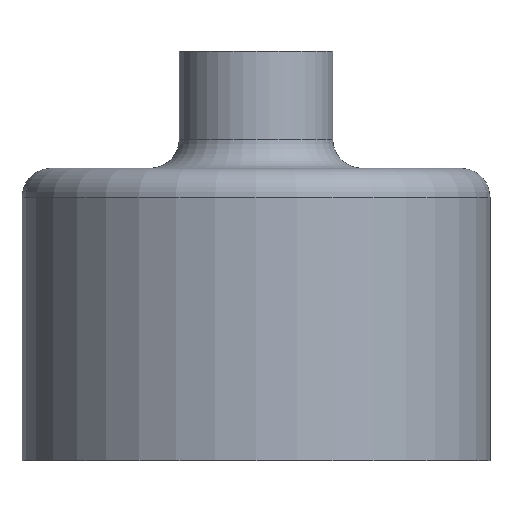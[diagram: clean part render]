
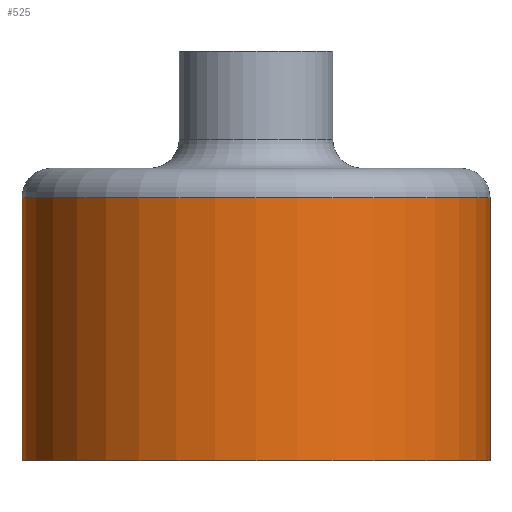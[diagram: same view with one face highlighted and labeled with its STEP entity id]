
A CAD part, front view. The second image highlights one B-rep face of the part: STEP entity #525.
In plain terms, the highlighted cylindrical face has radius 16 mm (diameter 32 mm), a partial arc.
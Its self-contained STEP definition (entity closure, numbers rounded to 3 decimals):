
#2 = DIRECTION ( 'NONE',  ( 0., 0., -1. ) ) ;
#12 = DIRECTION ( 'NONE',  ( -1., 0., 0. ) ) ;
#30 = VECTOR ( 'NONE', #2, 1000. ) ;
#36 = LINE ( 'NONE', #232, #78 ) ;
#47 = VERTEX_POINT ( 'NONE', #154 ) ;
#54 = LINE ( 'NONE', #419, #30 ) ;
#74 = CARTESIAN_POINT ( 'NONE',  ( 0., 0., 0. ) ) ;
#78 = VECTOR ( 'NONE', #595, 1000. ) ;
#84 = ORIENTED_EDGE ( 'NONE', *, *, #90, .T. ) ;
#90 = EDGE_CURVE ( 'NONE', #47, #510, #121, .T. ) ;
#121 = CIRCLE ( 'NONE', #468, 16. ) ;
#154 = CARTESIAN_POINT ( 'NONE',  ( 16., 0., 18. ) ) ;
#168 = CARTESIAN_POINT ( 'NONE',  ( 0., 0., 18. ) ) ;
#176 = ORIENTED_EDGE ( 'NONE', *, *, #288, .F. ) ;
#180 = EDGE_CURVE ( 'NONE', #510, #241, #36, .T. ) ;
#206 = EDGE_CURVE ( 'NONE', #241, #472, #422, .T. ) ;
#210 = FACE_OUTER_BOUND ( 'NONE', #273, .T. ) ;
#217 = CARTESIAN_POINT ( 'NONE',  ( 16., 0., 0. ) ) ;
#232 = CARTESIAN_POINT ( 'NONE',  ( -16., 0., 9. ) ) ;
#241 = VERTEX_POINT ( 'NONE', #371 ) ;
#257 = CYLINDRICAL_SURFACE ( 'NONE', #359, 16. ) ;
#273 = EDGE_LOOP ( 'NONE', ( #176, #84, #435, #431 ) ) ;
#288 = EDGE_CURVE ( 'NONE', #47, #472, #54, .T. ) ;
#289 = DIRECTION ( 'NONE',  ( 0., 0., -1. ) ) ;
#359 = AXIS2_PLACEMENT_3D ( 'NONE', #438, #289, #12 ) ;
#362 = DIRECTION ( 'NONE',  ( 0., 0., 1. ) ) ;
#371 = CARTESIAN_POINT ( 'NONE',  ( -16., 0., 0. ) ) ;
#407 = DIRECTION ( 'NONE',  ( 1., 0., 0. ) ) ;
#419 = CARTESIAN_POINT ( 'NONE',  ( 16., 0., 9. ) ) ;
#422 = CIRCLE ( 'NONE', #506, 16. ) ;
#431 = ORIENTED_EDGE ( 'NONE', *, *, #206, .T. ) ;
#435 = ORIENTED_EDGE ( 'NONE', *, *, #180, .T. ) ;
#438 = CARTESIAN_POINT ( 'NONE',  ( 0., 0., 9. ) ) ;
#455 = DIRECTION ( 'NONE',  ( 1., 0., 0. ) ) ;
#468 = AXIS2_PLACEMENT_3D ( 'NONE', #168, #547, #407 ) ;
#472 = VERTEX_POINT ( 'NONE', #217 ) ;
#475 = CARTESIAN_POINT ( 'NONE',  ( -16., 0., 18. ) ) ;
#506 = AXIS2_PLACEMENT_3D ( 'NONE', #74, #362, #455 ) ;
#510 = VERTEX_POINT ( 'NONE', #475 ) ;
#525 = ADVANCED_FACE ( 'NONE', ( #210 ), #257, .T. ) ;
#547 = DIRECTION ( 'NONE',  ( 0., 0., -1. ) ) ;
#595 = DIRECTION ( 'NONE',  ( 0., 0., -1. ) ) ;
